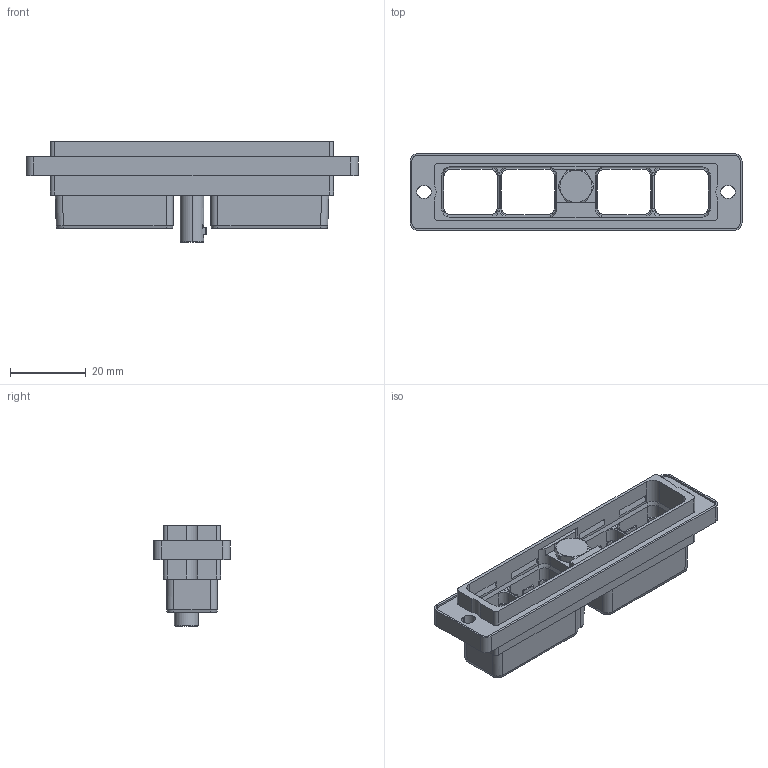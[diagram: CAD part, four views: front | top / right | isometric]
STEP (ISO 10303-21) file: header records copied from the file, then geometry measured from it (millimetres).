
FILE_DESCRIPTION((''),'2;1');
FILE_NAME('SIM2B85KG','2019-09-17T',('presta_be4'),(''),'PRO/ENGINEER BY PARAMETRIC TECHNOLOGY CORPORATION, 2014310','PRO/ENGINEER BY PARAMETRIC TECHNOLOGY CORPORATION, 2014310','');
FILE_SCHEMA(('CONFIG_CONTROL_DESIGN'));
Length unit declared in the file: millimetre
Products named in the file (1): SIM2B85KG
Bounding box: 87.9 x 20.3 x 26.72 mm (x, y, z)
Volume: 8683.4 mm3; surface area: 12453.8 mm2
Topology: 1 solids, 1 shells, 864 faces, 2333 edges, 1514 vertices
Faces by surface type: plane 647, cylinder 121, cone 58, torus 34, bspline 4
Entity records: 29914 total; most frequent: CARTESIAN_POINT 8068, ORIENTED_EDGE 4662, DIRECTION 4290, EDGE_CURVE 2331, VECTOR 1898, LINE 1898, VERTEX_POINT 1514, AXIS2_PLACEMENT_3D 1196
